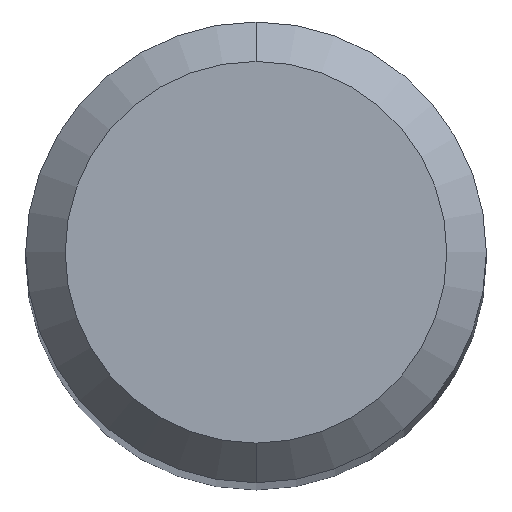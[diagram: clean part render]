
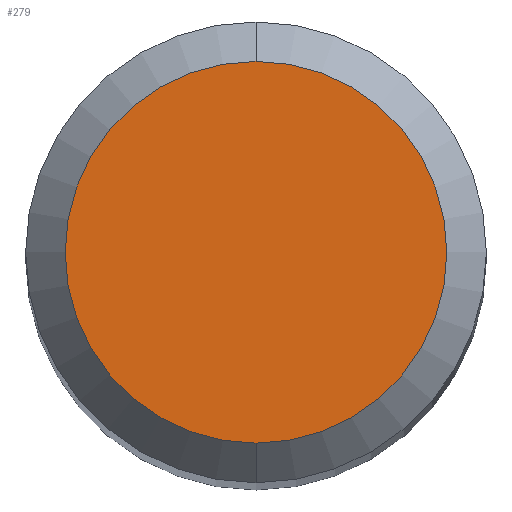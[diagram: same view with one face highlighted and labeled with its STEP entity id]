
A CAD part, top view. The second image highlights one B-rep face of the part: STEP entity #279.
In plain terms, the highlighted planar face has unit normal (0, 0, 1).
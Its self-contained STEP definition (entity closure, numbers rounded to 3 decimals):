
#279=ADVANCED_FACE('',(#673),#674,.T.);
#469=EDGE_CURVE('',#567,#489,#886,.T.);
#489=VERTEX_POINT('',#907);
#567=VERTEX_POINT('',#994);
#579=EDGE_CURVE('',#489,#567,#1007,.T.);
#673=FACE_OUTER_BOUND('',#1197,.T.);
#674=PLANE('',#1198);
#886=CIRCLE('',#1560,1.45);
#907=CARTESIAN_POINT('',(0.,-1.45,0.0));
#994=CARTESIAN_POINT('',(0.0,1.45,0.0));
#1007=CIRCLE('',#1763,1.45);
#1197=EDGE_LOOP('',(#1858,#1859));
#1198=AXIS2_PLACEMENT_3D('',#1860,#1861,#1862);
#1560=AXIS2_PLACEMENT_3D('',#2111,#2112,#2113);
#1763=AXIS2_PLACEMENT_3D('',#2252,#2253,#2254);
#1858=ORIENTED_EDGE('',*,*,#469,.F.);
#1859=ORIENTED_EDGE('',*,*,#579,.F.);
#1860=CARTESIAN_POINT('',(0.0,0.725,0.0));
#1861=DIRECTION('',(-0.0,0.0,1.0));
#1862=DIRECTION('',(0.0,-1.0,0.0));
#2111=CARTESIAN_POINT('',(0.0,0.0,0.0));
#2112=DIRECTION('',(0.0,0.0,-1.0));
#2113=DIRECTION('',(0.0,1.0,0.0));
#2252=CARTESIAN_POINT('',(0.0,0.0,0.0));
#2253=DIRECTION('',(0.0,0.0,-1.0));
#2254=DIRECTION('',(0.0,1.0,0.0));
